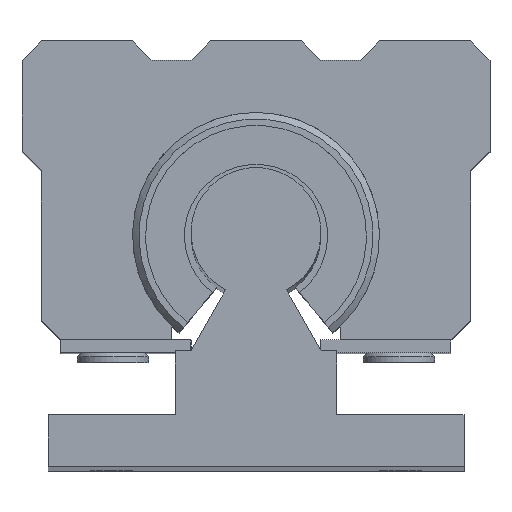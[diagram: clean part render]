
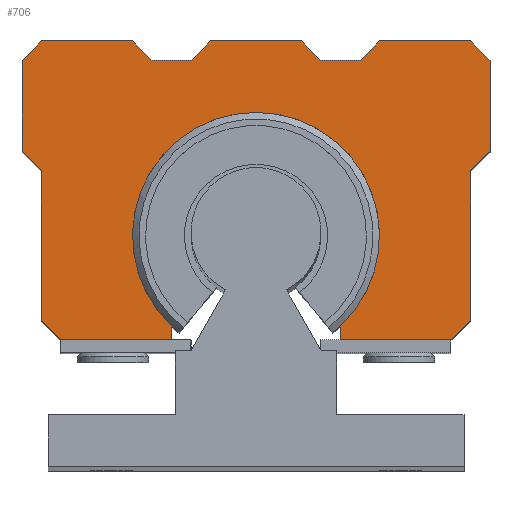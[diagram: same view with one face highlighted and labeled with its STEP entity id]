
A CAD part, top view. The second image highlights one B-rep face of the part: STEP entity #706.
In plain terms, the highlighted planar face has unit normal (0, 0, 1).
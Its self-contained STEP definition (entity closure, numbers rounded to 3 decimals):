
#706=ADVANCED_FACE('',(#2716),#2718,.T.);
#2716=FACE_BOUND('',#2717,.T.);
#2717=EDGE_LOOP('',(#4348,#4349,#4350,#4351,#4352,#4353,#4354,#4355,#4356,#4357,
#4358,#4359,#4360,#4361,#4362,#4363,#4364,#4365,#4366,#4367,#4368,#4369,#4370,#4371));
#2718=PLANE('',#2719);
#2719=AXIS2_PLACEMENT_3D('',#2720,#2721,#2722);
#2720=CARTESIAN_POINT('',(0.,0.,32.));
#2721=DIRECTION('',(0.,0.,1.));
#2722=DIRECTION('',(1.,0.,0.));
#4348=ORIENTED_EDGE('',*,*,#5436,.F.);
#4349=ORIENTED_EDGE('',*,*,#5437,.T.);
#4350=ORIENTED_EDGE('',*,*,#5438,.F.);
#4351=ORIENTED_EDGE('',*,*,#5439,.T.);
#4352=ORIENTED_EDGE('',*,*,#5440,.F.);
#4353=ORIENTED_EDGE('',*,*,#5441,.T.);
#4354=ORIENTED_EDGE('',*,*,#5442,.F.);
#4355=ORIENTED_EDGE('',*,*,#5443,.T.);
#4356=ORIENTED_EDGE('',*,*,#5444,.F.);
#4357=ORIENTED_EDGE('',*,*,#5445,.T.);
#4358=ORIENTED_EDGE('',*,*,#5446,.F.);
#4359=ORIENTED_EDGE('',*,*,#5447,.T.);
#4360=ORIENTED_EDGE('',*,*,#5448,.F.);
#4361=ORIENTED_EDGE('',*,*,#5449,.T.);
#4362=ORIENTED_EDGE('',*,*,#5450,.F.);
#4363=ORIENTED_EDGE('',*,*,#5451,.T.);
#4364=ORIENTED_EDGE('',*,*,#5452,.F.);
#4365=ORIENTED_EDGE('',*,*,#5453,.T.);
#4366=ORIENTED_EDGE('',*,*,#5412,.F.);
#4367=ORIENTED_EDGE('',*,*,#5397,.T.);
#4368=ORIENTED_EDGE('',*,*,#5435,.T.);
#4369=ORIENTED_EDGE('',*,*,#5454,.T.);
#4370=ORIENTED_EDGE('',*,*,#5455,.T.);
#4371=ORIENTED_EDGE('',*,*,#5401,.T.);
#5397=EDGE_CURVE('',#5944,#5948,#5950,.T.);
#5401=EDGE_CURVE('',#5958,#5956,#5959,.T.);
#5412=EDGE_CURVE('',#5944,#5976,#5979,.F.);
#5435=EDGE_CURVE('',#5948,#6020,#6022,.T.);
#5436=EDGE_CURVE('',#6023,#5956,#6024,.F.);
#5437=EDGE_CURVE('',#6023,#6025,#6026,.T.);
#5438=EDGE_CURVE('',#6027,#6025,#6028,.F.);
#5439=EDGE_CURVE('',#6027,#6029,#6030,.T.);
#5440=EDGE_CURVE('',#6031,#6029,#6032,.F.);
#5441=EDGE_CURVE('',#6031,#6033,#6034,.T.);
#5442=EDGE_CURVE('',#6035,#6033,#6036,.F.);
#5443=EDGE_CURVE('',#6035,#6037,#6038,.T.);
#5444=EDGE_CURVE('',#6039,#6037,#6040,.F.);
#5445=EDGE_CURVE('',#6039,#6041,#6042,.T.);
#5446=EDGE_CURVE('',#6043,#6041,#6044,.F.);
#5447=EDGE_CURVE('',#6043,#6045,#6046,.T.);
#5448=EDGE_CURVE('',#6047,#6045,#6048,.F.);
#5449=EDGE_CURVE('',#6047,#6049,#6050,.T.);
#5450=EDGE_CURVE('',#6051,#6049,#6052,.F.);
#5451=EDGE_CURVE('',#6051,#6053,#6054,.T.);
#5452=EDGE_CURVE('',#6055,#6053,#6056,.F.);
#5453=EDGE_CURVE('',#6055,#5976,#6057,.T.);
#5454=EDGE_CURVE('',#6020,#6058,#6059,.T.);
#5455=EDGE_CURVE('',#6058,#5958,#6060,.T.);
#5944=VERTEX_POINT('',#6888);
#5948=VERTEX_POINT('',#6896);
#5950=LINE('',#6900,#6901);
#5956=VERTEX_POINT('',#6914);
#5958=VERTEX_POINT('',#6918);
#5959=LINE('',#6919,#6920);
#5976=VERTEX_POINT('',#6960);
#5979=LINE('',#6967,#6968);
#6020=VERTEX_POINT('',#7053);
#6022=LINE('',#7057,#7058);
#6023=VERTEX_POINT('',#7060);
#6024=LINE('',#7061,#7062);
#6025=VERTEX_POINT('',#7064);
#6026=LINE('',#7065,#7066);
#6027=VERTEX_POINT('',#7068);
#6028=LINE('',#7069,#7070);
#6029=VERTEX_POINT('',#7072);
#6030=LINE('',#7073,#7074);
#6031=VERTEX_POINT('',#7076);
#6032=LINE('',#7077,#7078);
#6033=VERTEX_POINT('',#7080);
#6034=LINE('',#7081,#7082);
#6035=VERTEX_POINT('',#7084);
#6036=LINE('',#7085,#7086);
#6037=VERTEX_POINT('',#7088);
#6038=LINE('',#7089,#7090);
#6039=VERTEX_POINT('',#7092);
#6040=LINE('',#7093,#7094);
#6041=VERTEX_POINT('',#7096);
#6042=LINE('',#7097,#7098);
#6043=VERTEX_POINT('',#7100);
#6044=LINE('',#7101,#7102);
#6045=VERTEX_POINT('',#7104);
#6046=LINE('',#7105,#7106);
#6047=VERTEX_POINT('',#7108);
#6048=LINE('',#7109,#7110);
#6049=VERTEX_POINT('',#7112);
#6050=LINE('',#7113,#7114);
#6051=VERTEX_POINT('',#7116);
#6052=LINE('',#7117,#7118);
#6053=VERTEX_POINT('',#7120);
#6054=LINE('',#7121,#7122);
#6055=VERTEX_POINT('',#7124);
#6056=LINE('',#7125,#7126);
#6057=LINE('',#7128,#7129);
#6058=VERTEX_POINT('',#7131);
#6059=CIRCLE('',#7132,9.5);
#6060=LINE('',#7136,#7137);
#6888=CARTESIAN_POINT('',(-15.,-11.,32.));
#6896=CARTESIAN_POINT('',(-6.5,-11.,32.));
#6900=CARTESIAN_POINT('',(-15.,-11.,32.));
#6901=VECTOR('',#6902,1.);
#6902=DIRECTION('',(1.,0.,0.));
#6914=CARTESIAN_POINT('',(15.,-11.,32.));
#6918=CARTESIAN_POINT('',(6.5,-11.,32.));
#6919=CARTESIAN_POINT('',(6.5,-11.,32.));
#6920=VECTOR('',#6921,1.);
#6921=DIRECTION('',(1.,0.,0.));
#6960=CARTESIAN_POINT('',(-16.5,-9.5,32.));
#6967=CARTESIAN_POINT('',(-16.5,-9.5,32.));
#6968=VECTOR('',#6969,1.);
#6969=DIRECTION('',(0.707,-0.707,0.));
#7053=CARTESIAN_POINT('',(-6.5,-9.928,32.));
#7057=CARTESIAN_POINT('',(-6.5,-11.,32.));
#7058=VECTOR('',#7059,1.);
#7059=DIRECTION('',(0.,1.,0.));
#7060=CARTESIAN_POINT('',(16.5,-9.5,32.));
#7061=CARTESIAN_POINT('',(15.,-11.,32.));
#7062=VECTOR('',#7063,1.);
#7063=DIRECTION('',(0.707,0.707,0.));
#7064=CARTESIAN_POINT('',(16.5,2.,32.));
#7065=CARTESIAN_POINT('',(16.5,-9.5,32.));
#7066=VECTOR('',#7067,1.);
#7067=DIRECTION('',(0.,1.,0.));
#7068=CARTESIAN_POINT('',(18.,3.5,32.));
#7069=CARTESIAN_POINT('',(16.5,2.,32.));
#7070=VECTOR('',#7071,1.);
#7071=DIRECTION('',(0.707,0.707,0.));
#7072=CARTESIAN_POINT('',(18.,10.5,32.));
#7073=CARTESIAN_POINT('',(18.,3.5,32.));
#7074=VECTOR('',#7075,1.);
#7075=DIRECTION('',(0.,1.,0.));
#7076=CARTESIAN_POINT('',(16.5,12.,32.));
#7077=CARTESIAN_POINT('',(18.,10.5,32.));
#7078=VECTOR('',#7079,1.);
#7079=DIRECTION('',(-0.707,0.707,0.));
#7080=CARTESIAN_POINT('',(9.5,12.,32.));
#7081=CARTESIAN_POINT('',(16.5,12.,32.));
#7082=VECTOR('',#7083,1.);
#7083=DIRECTION('',(-1.,0.,0.));
#7084=CARTESIAN_POINT('',(8.,10.5,32.));
#7085=CARTESIAN_POINT('',(9.5,12.,32.));
#7086=VECTOR('',#7087,1.);
#7087=DIRECTION('',(-0.707,-0.707,0.));
#7088=CARTESIAN_POINT('',(5.,10.5,32.));
#7089=CARTESIAN_POINT('',(8.,10.5,32.));
#7090=VECTOR('',#7091,1.);
#7091=DIRECTION('',(-1.,0.,0.));
#7092=CARTESIAN_POINT('',(3.5,12.,32.));
#7093=CARTESIAN_POINT('',(5.,10.5,32.));
#7094=VECTOR('',#7095,1.);
#7095=DIRECTION('',(-0.707,0.707,0.));
#7096=CARTESIAN_POINT('',(-3.5,12.,32.));
#7097=CARTESIAN_POINT('',(3.5,12.,32.));
#7098=VECTOR('',#7099,1.);
#7099=DIRECTION('',(-1.,0.,0.));
#7100=CARTESIAN_POINT('',(-5.,10.5,32.));
#7101=CARTESIAN_POINT('',(-3.5,12.,32.));
#7102=VECTOR('',#7103,1.);
#7103=DIRECTION('',(-0.707,-0.707,0.));
#7104=CARTESIAN_POINT('',(-8.,10.5,32.));
#7105=CARTESIAN_POINT('',(-5.,10.5,32.));
#7106=VECTOR('',#7107,1.);
#7107=DIRECTION('',(-1.,0.,0.));
#7108=CARTESIAN_POINT('',(-9.5,12.,32.));
#7109=CARTESIAN_POINT('',(-8.,10.5,32.));
#7110=VECTOR('',#7111,1.);
#7111=DIRECTION('',(-0.707,0.707,0.));
#7112=CARTESIAN_POINT('',(-16.5,12.,32.));
#7113=CARTESIAN_POINT('',(-9.5,12.,32.));
#7114=VECTOR('',#7115,1.);
#7115=DIRECTION('',(-1.,0.,0.));
#7116=CARTESIAN_POINT('',(-18.,10.5,32.));
#7117=CARTESIAN_POINT('',(-16.5,12.,32.));
#7118=VECTOR('',#7119,1.);
#7119=DIRECTION('',(-0.707,-0.707,0.));
#7120=CARTESIAN_POINT('',(-18.,3.5,32.));
#7121=CARTESIAN_POINT('',(-18.,10.5,32.));
#7122=VECTOR('',#7123,1.);
#7123=DIRECTION('',(0.,-1.,0.));
#7124=CARTESIAN_POINT('',(-16.5,2.,32.));
#7125=CARTESIAN_POINT('',(-18.,3.5,32.));
#7126=VECTOR('',#7127,1.);
#7127=DIRECTION('',(0.707,-0.707,0.));
#7128=CARTESIAN_POINT('',(-16.5,2.,32.));
#7129=VECTOR('',#7130,1.);
#7130=DIRECTION('',(0.,-1.,0.));
#7131=CARTESIAN_POINT('',(6.5,-9.928,32.));
#7132=AXIS2_PLACEMENT_3D('',#7133,#7134,#7135);
#7133=CARTESIAN_POINT('',(0.,-3.,32.));
#7134=DIRECTION('',(0.,0.,-1.));
#7135=DIRECTION('',(-0.684,-0.729,0.));
#7136=CARTESIAN_POINT('',(6.5,-9.928,32.));
#7137=VECTOR('',#7138,1.);
#7138=DIRECTION('',(0.,-1.,0.));
